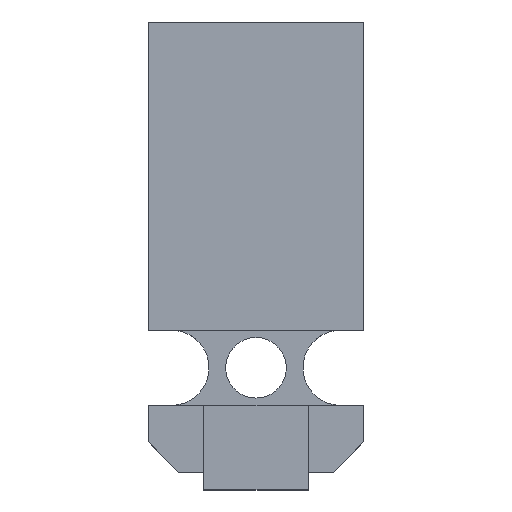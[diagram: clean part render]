
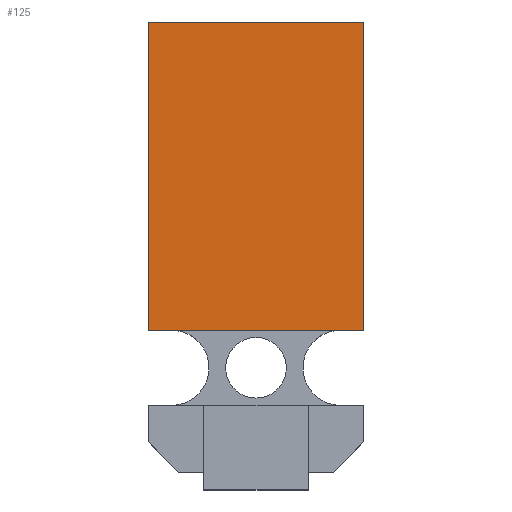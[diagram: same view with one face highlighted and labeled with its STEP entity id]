
A CAD part, top view. The second image highlights one B-rep face of the part: STEP entity #125.
In plain terms, the highlighted planar face has unit normal (0, 0, 1).
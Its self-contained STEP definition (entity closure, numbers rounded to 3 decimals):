
#2 = ORIENTED_EDGE ( 'NONE', *, *, #202, .T. ) ;
#11 = VERTEX_POINT ( 'NONE', #525 ) ;
#52 = ORIENTED_EDGE ( 'NONE', *, *, #716, .T. ) ;
#67 = DIRECTION ( 'NONE',  ( 0., -1., 0. ) ) ;
#71 = DIRECTION ( 'NONE',  ( 0., 1., 0. ) ) ;
#91 = DIRECTION ( 'NONE',  ( 0., 0., 1. ) ) ;
#125 = ADVANCED_FACE ( 'NONE', ( #276 ), #531, .T. ) ;
#152 = EDGE_CURVE ( 'NONE', #688, #751, #271, .T. ) ;
#158 = CARTESIAN_POINT ( 'NONE',  ( 0., 13.6, 6. ) ) ;
#190 = ORIENTED_EDGE ( 'NONE', *, *, #715, .T. ) ;
#195 = CARTESIAN_POINT ( 'NONE',  ( 0., 43.1, 6. ) ) ;
#202 = EDGE_CURVE ( 'NONE', #785, #11, #752, .T. ) ;
#225 = VECTOR ( 'NONE', #67, 1000. ) ;
#237 = VECTOR ( 'NONE', #801, 1000. ) ;
#250 = LINE ( 'NONE', #665, #624 ) ;
#268 = CARTESIAN_POINT ( 'NONE',  ( 20.6, 43.1, 6. ) ) ;
#271 = LINE ( 'NONE', #195, #237 ) ;
#276 = FACE_OUTER_BOUND ( 'NONE', #385, .T. ) ;
#339 = CARTESIAN_POINT ( 'NONE',  ( 0., 43.1, 6. ) ) ;
#385 = EDGE_LOOP ( 'NONE', ( #190, #2, #52, #409 ) ) ;
#409 = ORIENTED_EDGE ( 'NONE', *, *, #152, .T. ) ;
#481 = CARTESIAN_POINT ( 'NONE',  ( 0., 13.6, 6. ) ) ;
#485 = CARTESIAN_POINT ( 'NONE',  ( 0., 43.1, 6. ) ) ;
#525 = CARTESIAN_POINT ( 'NONE',  ( 20.6, 13.6, 6. ) ) ;
#530 = LINE ( 'NONE', #485, #225 ) ;
#531 = PLANE ( 'NONE',  #602 ) ;
#602 = AXIS2_PLACEMENT_3D ( 'NONE', #727, #91, #731 ) ;
#624 = VECTOR ( 'NONE', #71, 1000. ) ;
#665 = CARTESIAN_POINT ( 'NONE',  ( 20.6, 43.1, 6. ) ) ;
#687 = DIRECTION ( 'NONE',  ( 1., 0., 0. ) ) ;
#688 = VERTEX_POINT ( 'NONE', #268 ) ;
#715 = EDGE_CURVE ( 'NONE', #751, #785, #530, .T. ) ;
#716 = EDGE_CURVE ( 'NONE', #11, #688, #250, .T. ) ;
#727 = CARTESIAN_POINT ( 'NONE',  ( 0., 0., 6. ) ) ;
#731 = DIRECTION ( 'NONE',  ( 1., 0., 0. ) ) ;
#751 = VERTEX_POINT ( 'NONE', #339 ) ;
#752 = LINE ( 'NONE', #158, #770 ) ;
#770 = VECTOR ( 'NONE', #687, 1000. ) ;
#785 = VERTEX_POINT ( 'NONE', #481 ) ;
#801 = DIRECTION ( 'NONE',  ( -1., 0., 0. ) ) ;
